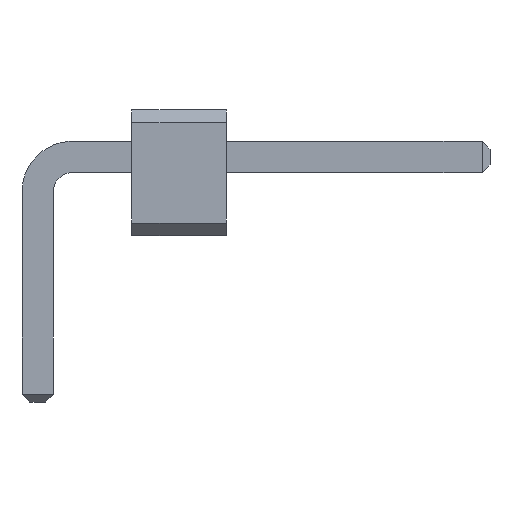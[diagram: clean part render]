
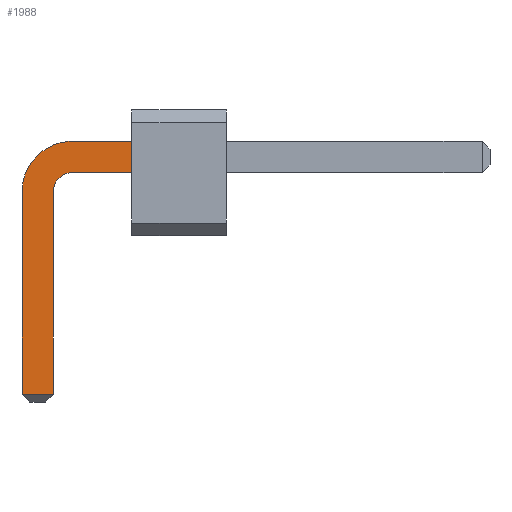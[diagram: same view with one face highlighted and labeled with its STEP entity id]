
A CAD part, front view. The second image highlights one B-rep face of the part: STEP entity #1988.
In plain terms, the highlighted planar face has unit normal (0, -1, 0).
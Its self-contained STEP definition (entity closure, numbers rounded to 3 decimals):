
#708 = VERTEX_POINT('',#709);
#709 = CARTESIAN_POINT('',(1.5,-6.25,1.25));
#717 = EDGE_CURVE('',#708,#718,#720,.T.);
#718 = VERTEX_POINT('',#719);
#719 = CARTESIAN_POINT('',(1.5,-6.25,0.75));
#720 = LINE('',#721,#722);
#721 = CARTESIAN_POINT('',(1.5,-6.25,0.499));
#722 = VECTOR('',#723,1.);
#723 = DIRECTION('',(0.,0.,-1.));
#1888 = VERTEX_POINT('',#1889);
#1889 = CARTESIAN_POINT('',(0.5,-6.25,1.25));
#1895 = EDGE_CURVE('',#1888,#708,#1896,.T.);
#1896 = LINE('',#1897,#1898);
#1897 = CARTESIAN_POINT('',(0.5,-6.25,1.25));
#1898 = VECTOR('',#1899,1.);
#1899 = DIRECTION('',(1.,0.,0.));
#1970 = EDGE_CURVE('',#718,#1971,#1973,.T.);
#1971 = VERTEX_POINT('',#1972);
#1972 = CARTESIAN_POINT('',(0.5,-6.25,0.75));
#1973 = LINE('',#1974,#1975);
#1974 = CARTESIAN_POINT('',(7.2,-6.25,0.75));
#1975 = VECTOR('',#1976,1.);
#1976 = DIRECTION('',(-1.,0.,0.));
#1988 = ADVANCED_FACE('',(#1989),#2034,.F.);
#1989 = FACE_BOUND('',#1990,.F.);
#1990 = EDGE_LOOP('',(#1991,#1992,#1993,#2002,#2010,#2018,#2026,#2033));
#1991 = ORIENTED_EDGE('',*,*,#717,.T.);
#1992 = ORIENTED_EDGE('',*,*,#1970,.T.);
#1993 = ORIENTED_EDGE('',*,*,#1994,.T.);
#1994 = EDGE_CURVE('',#1971,#1995,#1997,.T.);
#1995 = VERTEX_POINT('',#1996);
#1996 = CARTESIAN_POINT('',(0.25,-6.25,0.5));
#1997 = CIRCLE('',#1998,0.324);
#1998 = AXIS2_PLACEMENT_3D('',#1999,#2000,#2001);
#1999 = CARTESIAN_POINT('',(0.567,-6.25,0.433));
#2000 = DIRECTION('',(0.,-1.,0.));
#2001 = DIRECTION('',(-0.207,0.,0.978)
);
#2002 = ORIENTED_EDGE('',*,*,#2003,.T.);
#2003 = EDGE_CURVE('',#1995,#2004,#2006,.T.);
#2004 = VERTEX_POINT('',#2005);
#2005 = CARTESIAN_POINT('',(0.25,-6.25,-2.775));
#2006 = LINE('',#2007,#2008);
#2007 = CARTESIAN_POINT('',(0.25,-6.25,0.5));
#2008 = VECTOR('',#2009,1.);
#2009 = DIRECTION('',(0.,0.,-1.));
#2010 = ORIENTED_EDGE('',*,*,#2011,.T.);
#2011 = EDGE_CURVE('',#2004,#2012,#2014,.T.);
#2012 = VERTEX_POINT('',#2013);
#2013 = CARTESIAN_POINT('',(-0.25,-6.25,-2.775));
#2014 = LINE('',#2015,#2016);
#2015 = CARTESIAN_POINT('',(0.25,-6.25,-2.775));
#2016 = VECTOR('',#2017,1.);
#2017 = DIRECTION('',(-1.,0.,0.));
#2018 = ORIENTED_EDGE('',*,*,#2019,.T.);
#2019 = EDGE_CURVE('',#2012,#2020,#2022,.T.);
#2020 = VERTEX_POINT('',#2021);
#2021 = CARTESIAN_POINT('',(-0.25,-6.25,0.5));
#2022 = LINE('',#2023,#2024);
#2023 = CARTESIAN_POINT('',(-0.25,-6.25,-2.9));
#2024 = VECTOR('',#2025,1.);
#2025 = DIRECTION('',(0.,0.,1.));
#2026 = ORIENTED_EDGE('',*,*,#2027,.T.);
#2027 = EDGE_CURVE('',#2020,#1888,#2028,.T.);
#2028 = CIRCLE('',#2029,0.808);
#2029 = AXIS2_PLACEMENT_3D('',#2030,#2031,#2032);
#2030 = CARTESIAN_POINT('',(0.556,-6.25,0.444));
#2031 = DIRECTION('',(0.,1.,0.));
#2032 = DIRECTION('',(-0.998,0.,
0.069));
#2033 = ORIENTED_EDGE('',*,*,#1895,.T.);
#2034 = PLANE('',#2035);
#2035 = AXIS2_PLACEMENT_3D('',#2036,#2037,#2038);
#2036 = CARTESIAN_POINT('',(2.437,-6.25,0.248));
#2037 = DIRECTION('',(0.,1.,-0.));
#2038 = DIRECTION('',(0.,0.,-1.));
